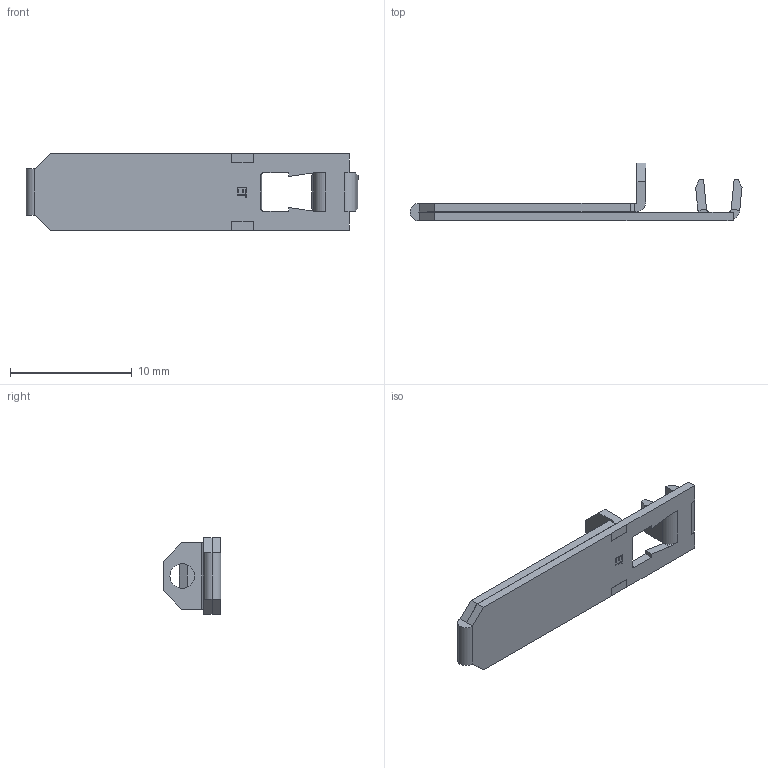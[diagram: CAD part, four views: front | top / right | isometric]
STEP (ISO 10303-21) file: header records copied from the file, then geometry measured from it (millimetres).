
FILE_DESCRIPTION (( 'STEP AP203' ), '1' );
FILE_NAME ('14403.STEP', '2015-02-23T16:42:08', ( '' ), ( '' ), 'SwSTEP 2.0', 'SolidWorks 2014', '' );
FILE_SCHEMA (( 'CONFIG_CONTROL_DESIGN' ));
Length unit declared in the file: inch
Products named in the file (1): 14403
Bounding box: 27.3 x 4.75 x 6.3 mm (x, y, z)
Volume: 208.6 mm3; surface area: 689.1 mm2
Topology: 1 solids, 1 shells, 113 faces, 304 edges, 198 vertices
Faces by surface type: plane 97, cylinder 16
Entity records: 3569 total; most frequent: CARTESIAN_POINT 616, ORIENTED_EDGE 608, DIRECTION 568, EDGE_CURVE 304, LINE 268, VECTOR 268, VERTEX_POINT 198, AXIS2_PLACEMENT_3D 150
